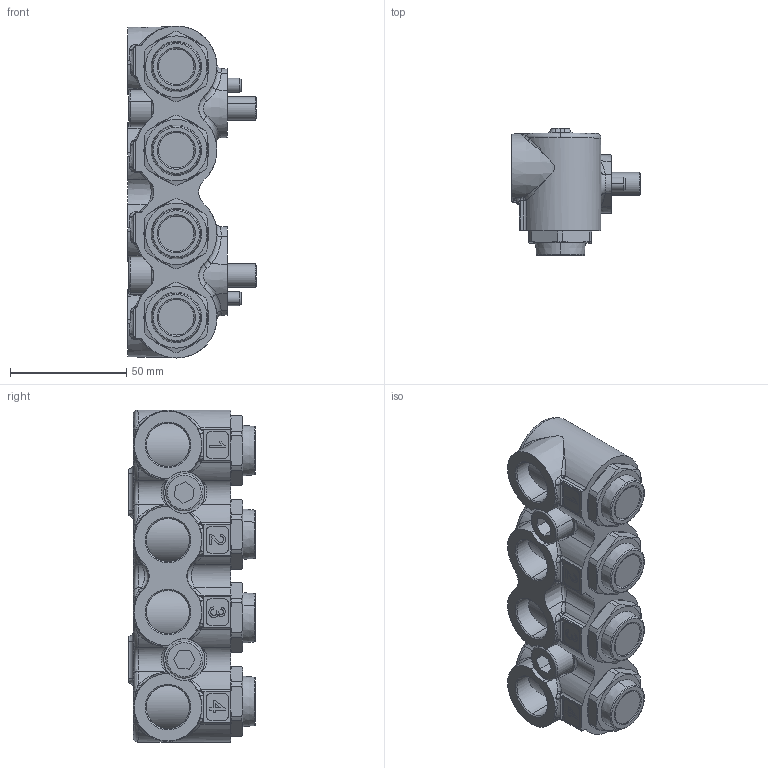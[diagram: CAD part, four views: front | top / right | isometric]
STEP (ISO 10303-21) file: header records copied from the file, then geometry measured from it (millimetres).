
FILE_DESCRIPTION (( 'STEP AP203' ), '1' );
FILE_NAME ('P6725A.STEP', '2020-01-14T06:53:40', ( 'admin' ), ( '' ), 'SwSTEP 2.0', 'SolidWorks 2017', '' );
FILE_SCHEMA (( 'CONFIG_CONTROL_DESIGN' ));
Length unit declared in the file: millimetre
Products named in the file (1): P6725A
Bounding box: 55.5 x 54.7 x 143 mm (x, y, z)
Volume: 228260 mm3; surface area: 52978.3 mm2
Topology: 13 solids, 17 shells, 745 faces, 1831 edges, 1151 vertices
Faces by surface type: cylinder 208, plane 189, bspline 169, cone 127, torus 52
Entity records: 29206 total; most frequent: CARTESIAN_POINT 12833, ORIENTED_EDGE 3654, DIRECTION 3110, EDGE_CURVE 1827, AXIS2_PLACEMENT_3D 1261, VERTEX_POINT 1151, EDGE_LOOP 792, FACE_OUTER_BOUND 745
